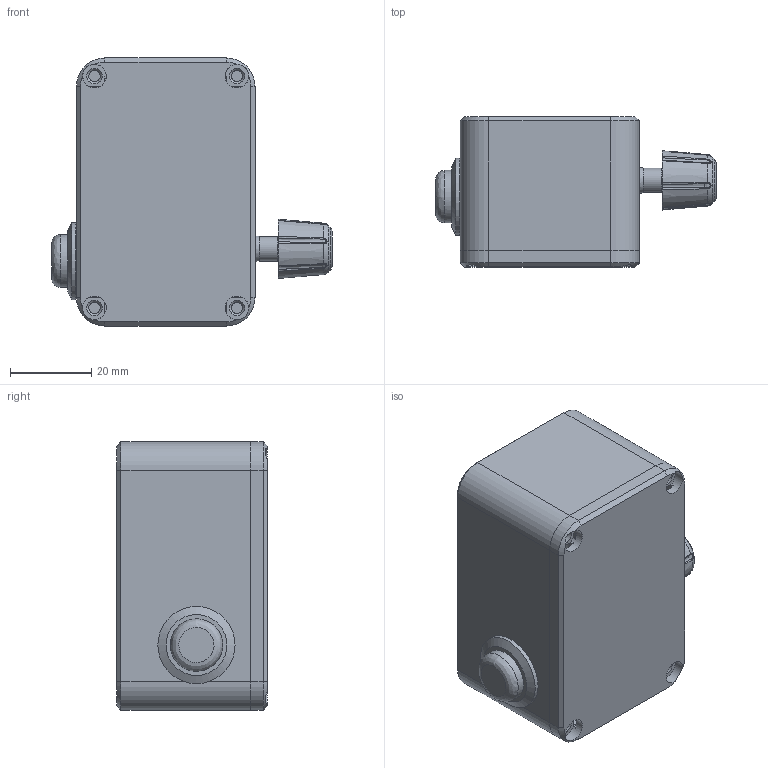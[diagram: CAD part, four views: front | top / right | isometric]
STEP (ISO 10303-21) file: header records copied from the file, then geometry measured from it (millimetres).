
FILE_DESCRIPTION(/* description */ ('','CAx-IF Rec.Pracs.---Representation and Presentation of Product Manufacturing Information (PMI)---4.0---2014-10-13'),/* implementation_level */ '2;1');
FILE_NAME(/* name */ 'voron-remote v3.step',/* time_stamp */ '2024-12-16T13:03:00+02:00',/* author */ (''),/* organization */ (''),/* preprocessor_version */ 'ST-DEVELOPER v20',/* originating_system */ 'Autodesk Translation Framework v13.20.0.188',/* authorisation */ '');
FILE_SCHEMA (('AP242_MANAGED_MODEL_BASED_3D_ENGINEERING_MIM_LF { 1 0 10303 442 1 1 4 }'));
Products named in the file (6): voron-remote; ma-touch; USB_type_C_smd_24p v1; ROTARY_ENCODER_EC11; Rotary_Encoder_EC11_1; Rotary_Encoder_EC11_TIP
Assembly tree (5 placements, depth 3):
  voron-remote
    ma-touch
      USB_type_C_smd_24p v1
    ROTARY_ENCODER_EC11
      Rotary_Encoder_EC11_1
      Rotary_Encoder_EC11_TIP
Bounding box: 69.16 x 37 x 66 mm (x, y, z)
Volume: 52985.2 mm3; surface area: 44756 mm2
Topology: 44 solids, 44 shells, 2433 faces, 6299 edges, 4001 vertices
Faces by surface type: plane 1803, cylinder 402, bspline 136, torus 45, cone 43, sphere 4
Full cylindrical faces by diameter (mm): 0.2 x10, 0.4 x2, 0.5 x16, 0.8 x1, 1 x7, 1.2 x1, 2 x10, 2.8 x6, 3 x1, 3.2 x2, 3.8 x4, 5.8 x4, 6 x1, 6.027 x2, 6.5 x4, 6.95 x1, 7.5 x1, 10.117 x1, 12.117 x1, 12.9 x1, 16 x2, 19 x1
Entity records: 76763 total; most frequent: CARTESIAN_POINT 16140, ORIENTED_EDGE 12602, DIRECTION 11644, EDGE_CURVE 6301, LINE 5032, VECTOR 5032, VERTEX_POINT 4001, AXIS2_PLACEMENT_3D 3306
